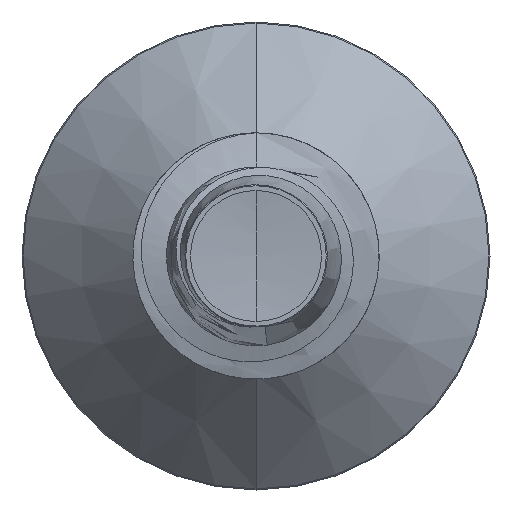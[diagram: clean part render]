
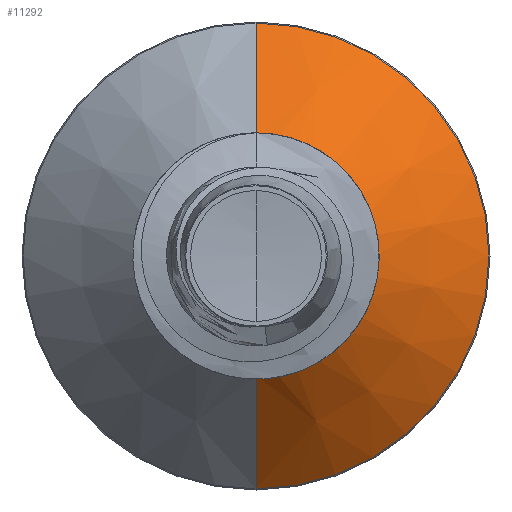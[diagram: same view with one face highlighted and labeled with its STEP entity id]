
A CAD part, front view. The second image highlights one B-rep face of the part: STEP entity #11292.
In plain terms, the highlighted conical face has half-angle 45 degrees and reference radius 0.97 mm.
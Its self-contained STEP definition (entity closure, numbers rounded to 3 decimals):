
#3271 = AXIS2_PLACEMENT_3D ( 'NONE', #11561, #11470, #11451 ) ;
#3296 = CARTESIAN_POINT ( 'NONE',  ( 0., 8.72, 0.97 ) ) ;
#5241 = EDGE_CURVE ( 'NONE', #11949, #7879, #16667, .T. ) ;
#5257 = CONICAL_SURFACE ( 'NONE', #3271, 0.97, 0.785 ) ;
#5565 = CIRCLE ( 'NONE', #12903, 0.97 ) ;
#5764 = CARTESIAN_POINT ( 'NONE',  ( 0., 9.641, -1.891 ) ) ;
#6898 = EDGE_CURVE ( 'NONE', #9282, #7879, #12854, .T. ) ;
#7156 = DIRECTION ( 'NONE',  ( 0., 0., 1. ) ) ;
#7171 = DIRECTION ( 'NONE',  ( 0., 1., 0. ) ) ;
#7196 = CARTESIAN_POINT ( 'NONE',  ( 0., 9.641, 0. ) ) ;
#7233 = AXIS2_PLACEMENT_3D ( 'NONE', #7196, #7171, #7156 ) ;
#7485 = EDGE_CURVE ( 'NONE', #8046, #9282, #14022, .T. ) ;
#7879 = VERTEX_POINT ( 'NONE', #5764 ) ;
#7937 = DIRECTION ( 'NONE',  ( 0., 0.707, 0.707 ) ) ;
#7941 = CARTESIAN_POINT ( 'NONE',  ( 0., 8.72, 0.97 ) ) ;
#8046 = VERTEX_POINT ( 'NONE', #3296 ) ;
#8680 = EDGE_LOOP ( 'NONE', ( #8993, #8728, #9893, #13449 ) ) ;
#8728 = ORIENTED_EDGE ( 'NONE', *, *, #5241, .T. ) ;
#8993 = ORIENTED_EDGE ( 'NONE', *, *, #10439, .T. ) ;
#9282 = VERTEX_POINT ( 'NONE', #14957 ) ;
#9290 = CARTESIAN_POINT ( 'NONE',  ( 0., 8.72, -0.97 ) ) ;
#9893 = ORIENTED_EDGE ( 'NONE', *, *, #6898, .F. ) ;
#10439 = EDGE_CURVE ( 'NONE', #8046, #11949, #5565, .T. ) ;
#10755 = VECTOR ( 'NONE', #7937, 1000. ) ;
#11292 = ADVANCED_FACE ( 'NONE', ( #13687 ), #5257, .T. ) ;
#11451 = DIRECTION ( 'NONE',  ( 0., 0., 1. ) ) ;
#11470 = DIRECTION ( 'NONE',  ( 0., 1., 0. ) ) ;
#11561 = CARTESIAN_POINT ( 'NONE',  ( 0., 8.72, 0. ) ) ;
#11949 = VERTEX_POINT ( 'NONE', #9290 ) ;
#12075 = DIRECTION ( 'NONE',  ( 0., 0.707, -0.707 ) ) ;
#12090 = CARTESIAN_POINT ( 'NONE',  ( 0., 8.72, -0.97 ) ) ;
#12178 = DIRECTION ( 'NONE',  ( 0., 0., 1. ) ) ;
#12203 = DIRECTION ( 'NONE',  ( 0., 1., 0. ) ) ;
#12210 = CARTESIAN_POINT ( 'NONE',  ( 0., 8.72, 0. ) ) ;
#12854 = CIRCLE ( 'NONE', #7233, 1.891 ) ;
#12903 = AXIS2_PLACEMENT_3D ( 'NONE', #12210, #12203, #12178 ) ;
#13449 = ORIENTED_EDGE ( 'NONE', *, *, #7485, .F. ) ;
#13687 = FACE_OUTER_BOUND ( 'NONE', #8680, .T. ) ;
#14022 = LINE ( 'NONE', #7941, #10755 ) ;
#14451 = VECTOR ( 'NONE', #12075, 1000. ) ;
#14957 = CARTESIAN_POINT ( 'NONE',  ( 0., 9.641, 1.891 ) ) ;
#16667 = LINE ( 'NONE', #12090, #14451 ) ;
